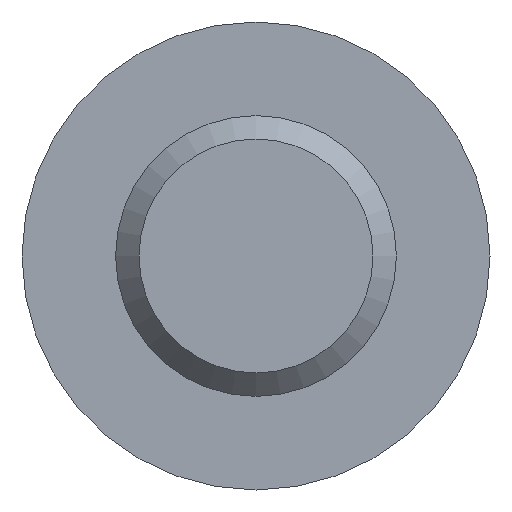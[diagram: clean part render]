
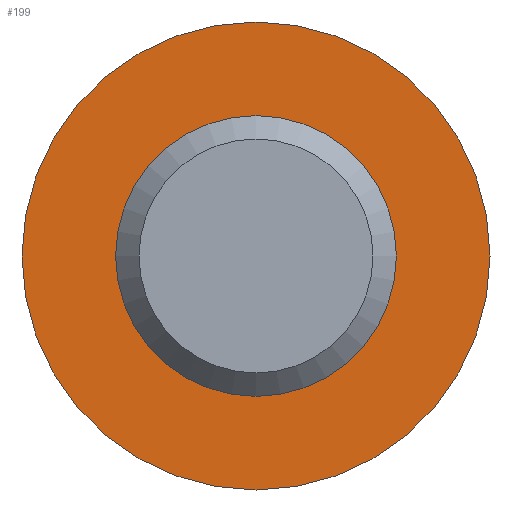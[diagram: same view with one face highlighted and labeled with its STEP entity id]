
A CAD part, front view. The second image highlights one B-rep face of the part: STEP entity #199.
In plain terms, the highlighted planar face has unit normal (0, -1, 0).
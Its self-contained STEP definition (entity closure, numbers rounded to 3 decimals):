
#11 = CARTESIAN_POINT ( 'NONE',  ( 0., 14., 0. ) ) ;
#37 = DIRECTION ( 'NONE',  ( 0., -1., 0. ) ) ;
#41 = CARTESIAN_POINT ( 'NONE',  ( 0., 14., 0. ) ) ;
#57 = CIRCLE ( 'NONE', #367, 3. ) ;
#58 = FACE_OUTER_BOUND ( 'NONE', #69, .T. ) ;
#69 = EDGE_LOOP ( 'NONE', ( #529 ) ) ;
#130 = CIRCLE ( 'NONE', #200, 5. ) ;
#142 = EDGE_CURVE ( 'NONE', #385, #385, #57, .T. ) ;
#150 = DIRECTION ( 'NONE',  ( 0., 0., 1. ) ) ;
#154 = PLANE ( 'NONE',  #178 ) ;
#178 = AXIS2_PLACEMENT_3D ( 'NONE', #396, #483, #150 ) ;
#199 = ADVANCED_FACE ( 'NONE', ( #536, #58 ), #154, .F. ) ;
#200 = AXIS2_PLACEMENT_3D ( 'NONE', #11, #37, #287 ) ;
#215 = DIRECTION ( 'NONE',  ( 0., -1., 0. ) ) ;
#227 = CARTESIAN_POINT ( 'NONE',  ( 0., 14., -3. ) ) ;
#235 = DIRECTION ( 'NONE',  ( 0., 0., -1. ) ) ;
#280 = EDGE_LOOP ( 'NONE', ( #484 ) ) ;
#287 = DIRECTION ( 'NONE',  ( 0., 0., -1. ) ) ;
#367 = AXIS2_PLACEMENT_3D ( 'NONE', #41, #215, #235 ) ;
#385 = VERTEX_POINT ( 'NONE', #227 ) ;
#396 = CARTESIAN_POINT ( 'NONE',  ( -3., 14., 0. ) ) ;
#470 = VERTEX_POINT ( 'NONE', #527 ) ;
#483 = DIRECTION ( 'NONE',  ( 0., 1., 0. ) ) ;
#484 = ORIENTED_EDGE ( 'NONE', *, *, #142, .F. ) ;
#506 = EDGE_CURVE ( 'NONE', #470, #470, #130, .T. ) ;
#527 = CARTESIAN_POINT ( 'NONE',  ( 0., 14., -5. ) ) ;
#529 = ORIENTED_EDGE ( 'NONE', *, *, #506, .T. ) ;
#536 = FACE_BOUND ( 'NONE', #280, .T. ) ;
